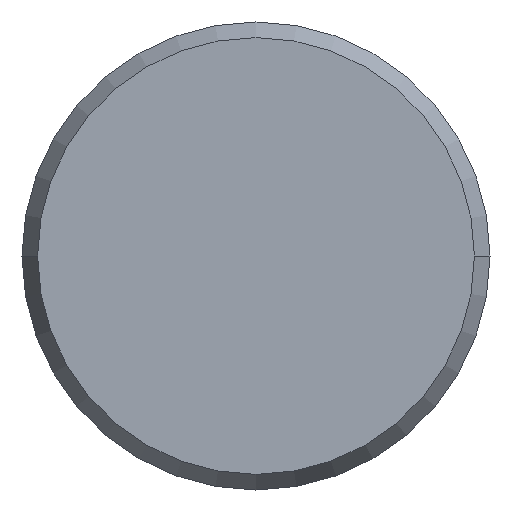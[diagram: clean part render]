
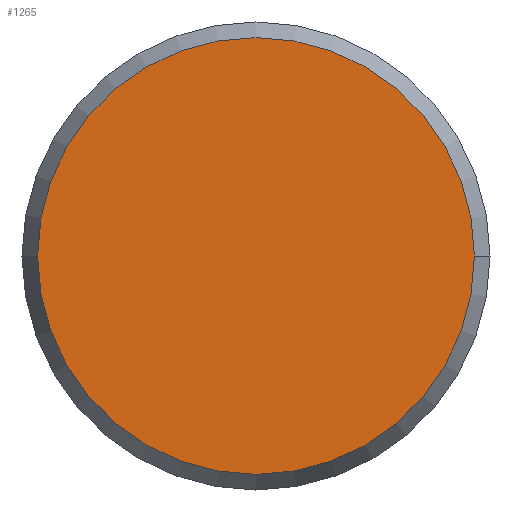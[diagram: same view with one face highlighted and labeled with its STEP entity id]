
A CAD part, front view. The second image highlights one B-rep face of the part: STEP entity #1265.
In plain terms, the highlighted planar face has unit normal (0, -1, 0).
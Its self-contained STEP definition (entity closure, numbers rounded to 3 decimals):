
#104=CARTESIAN_POINT('',(0.,-50.,0.));
#105=DIRECTION('',(0.,1.,0.));
#106=DIRECTION('',(-1.,0.,0.));
#107=AXIS2_PLACEMENT_3D('',#104,#105,#106);
#109=CARTESIAN_POINT('',(0.,-50.,0.));
#110=DIRECTION('',(0.,-1.,0.));
#111=DIRECTION('',(-1.,0.,0.));
#112=AXIS2_PLACEMENT_3D('',#109,#110,#111);
#942=CARTESIAN_POINT('',(-14.,-50.,0.));
#943=VERTEX_POINT('',#942);
#946=CARTESIAN_POINT('',(14.,-50.,0.));
#947=VERTEX_POINT('',#946);
#1256=CARTESIAN_POINT('',(0.,-50.,0.));
#1257=DIRECTION('',(0.,-1.,0.));
#1258=DIRECTION('',(1.,0.,0.));
#1259=AXIS2_PLACEMENT_3D('',#1256,#1257,#1258);
#1260=PLANE('',#1259);
#1261=ORIENTED_EDGE('',*,*,#1224,.T.);
#1262=ORIENTED_EDGE('',*,*,#1242,.F.);
#1263=EDGE_LOOP('',(#1261,#1262));
#1264=FACE_OUTER_BOUND('',#1263,.F.);
#1265=ADVANCED_FACE('',(#1264),#1260,.T.);
#108=CIRCLE('',#107,14.);
#113=CIRCLE('',#112,14.);
#1224=EDGE_CURVE('',#943,#947,#108,.T.);
#1242=EDGE_CURVE('',#943,#947,#113,.T.);
